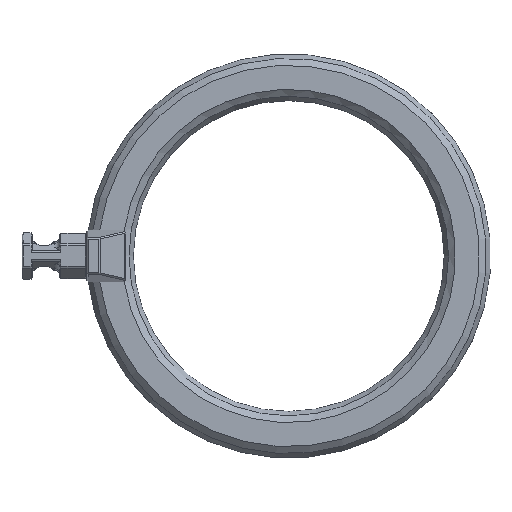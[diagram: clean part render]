
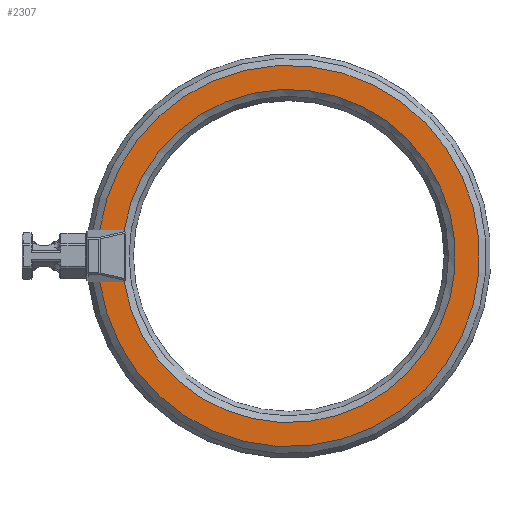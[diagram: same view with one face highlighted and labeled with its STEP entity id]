
A CAD part, top view. The second image highlights one B-rep face of the part: STEP entity #2307.
In plain terms, the highlighted planar face has unit normal (0, 0, 1).
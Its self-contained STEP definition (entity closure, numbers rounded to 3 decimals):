
#72=CIRCLE('',#2480,64.358);
#76=CIRCLE('',#2488,73.642);
#322=FACE_OUTER_BOUND('',#453,.T.);
#453=EDGE_LOOP('',(#2073,#2074,#2075,#2076));
#514=LINE('',#3168,#721);
#652=LINE('',#4415,#859);
#721=VECTOR('',#2600,10.);
#859=VECTOR('',#2980,10.);
#907=VERTEX_POINT('',#3165);
#908=VERTEX_POINT('',#3167);
#1070=VERTEX_POINT('',#4410);
#1071=VERTEX_POINT('',#4414);
#1138=EDGE_CURVE('',#908,#907,#514,.T.);
#1395=EDGE_CURVE('',#1071,#1070,#652,.T.);
#1408=EDGE_CURVE('',#908,#1070,#72,.T.);
#1414=EDGE_CURVE('',#1071,#907,#76,.T.);
#2073=ORIENTED_EDGE('',*,*,#1395,.T.);
#2074=ORIENTED_EDGE('',*,*,#1408,.F.);
#2075=ORIENTED_EDGE('',*,*,#1138,.T.);
#2076=ORIENTED_EDGE('',*,*,#1414,.F.);
#2181=PLANE('',#2487);
#2307=ADVANCED_FACE('',(#322),#2181,.T.);
#2480=AXIS2_PLACEMENT_3D('',#4447,#3009,#3010);
#2487=AXIS2_PLACEMENT_3D('',#4459,#3025,#3026);
#2488=AXIS2_PLACEMENT_3D('',#4460,#3027,#3028);
#2600=DIRECTION('',(-1.,0.,0.));
#2980=DIRECTION('',(1.,0.,0.));
#3009=DIRECTION('center_axis',(0.,0.,1.));
#3010=DIRECTION('ref_axis',(1.,0.,0.));
#3025=DIRECTION('center_axis',(0.,0.,1.));
#3026=DIRECTION('ref_axis',(1.,0.,0.));
#3027=DIRECTION('center_axis',(0.,0.,-1.));
#3028=DIRECTION('ref_axis',(1.,0.,0.));
#3165=CARTESIAN_POINT('',(-72.973,-9.905,18.));
#3167=CARTESIAN_POINT('',(-63.591,-9.905,18.));
#3168=CARTESIAN_POINT('',(-39.,-9.905,18.));
#4410=CARTESIAN_POINT('',(-63.591,9.905,18.));
#4414=CARTESIAN_POINT('',(-72.973,9.905,18.));
#4415=CARTESIAN_POINT('',(-39.,9.905,18.));
#4447=CARTESIAN_POINT('Origin',(0.,0.,18.));
#4459=CARTESIAN_POINT('Origin',(0.,0.,18.));
#4460=CARTESIAN_POINT('Origin',(0.,0.,18.));
